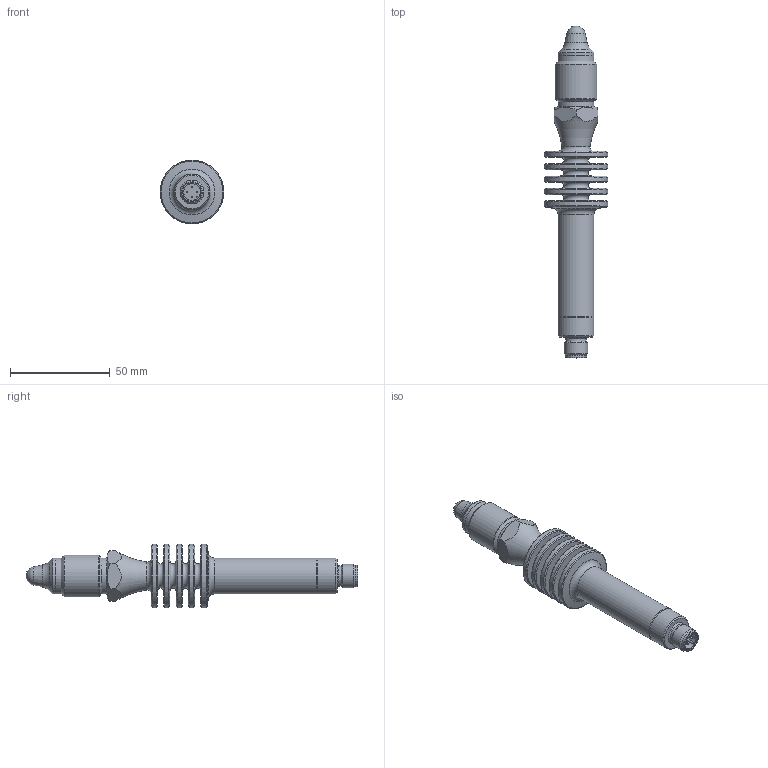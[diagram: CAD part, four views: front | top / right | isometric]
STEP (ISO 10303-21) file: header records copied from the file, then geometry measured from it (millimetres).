
FILE_DESCRIPTION( ( 'Unknown' ), '1' );
FILE_NAME( 'LBFS-x3Gxxx.step', 'Unknown', ( 'Unknown' ), ( 'Unknown' ), 'PSStep 15.0.49', 'Unknown', ' ' );
FILE_SCHEMA( ( 'AUTOMOTIVE_DESIGN { 1 0 10303 214 1 1 1 1 }' ) );
Length unit declared in the file: millimetre
Products named in the file (1): 11108652
Bounding box: 32 x 166.05 x 32 mm (x, y, z)
Volume: 47668.7 mm3; surface area: 17160 mm2
Topology: 1 solids, 2 shells, 136 faces, 322 edges, 208 vertices
Faces by surface type: plane 63, cylinder 35, cone 25, torus 12, sphere 1
Full cylindrical faces by diameter (mm): 9.4 x1, 9.6 x1, 10.4 x1, 10.6 x1, 12 x1, 15.5 x1, 18 x5, 20.955 x1, 32 x5
Entity records: 4786 total; most frequent: CARTESIAN_POINT 906, DIRECTION 566, ORIENTED_EDGE 490, EDGE_CURVE 245, AXIS2_PLACEMENT_3D 228, EDGE_LOOP 211, VERTEX_POINT 188, FACE_OUTER_BOUND 165
